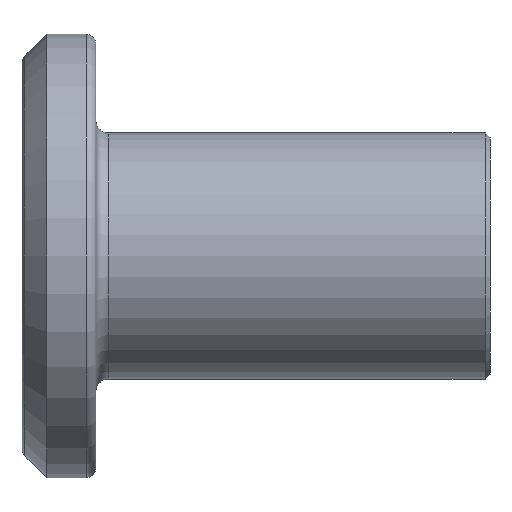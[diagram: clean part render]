
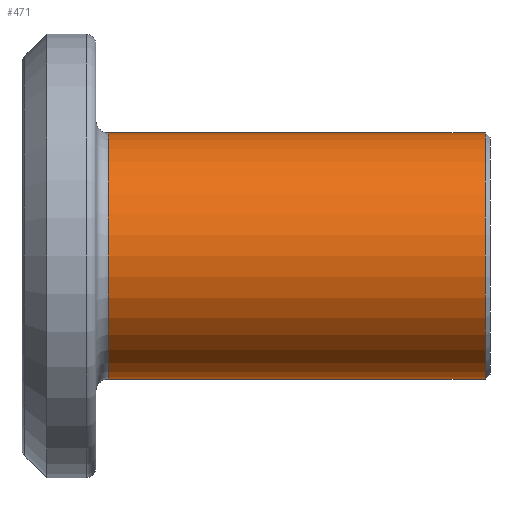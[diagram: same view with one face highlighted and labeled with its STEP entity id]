
A CAD part, left-side view. The second image highlights one B-rep face of the part: STEP entity #471.
In plain terms, the highlighted cylindrical face has radius 2.5 mm (diameter 5 mm), a partial arc.
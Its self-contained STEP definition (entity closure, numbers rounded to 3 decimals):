
#3 = DIRECTION ( 'NONE',  ( 0., 0., -1. ) ) ;
#15 = CARTESIAN_POINT ( 'NONE',  ( 0., -8., 0. ) ) ;
#46 = EDGE_CURVE ( 'NONE', #347, #591, #64, .T. ) ;
#52 = VECTOR ( 'NONE', #650, 1000. ) ;
#64 = CIRCLE ( 'NONE', #90, 2.5 ) ;
#87 = CARTESIAN_POINT ( 'NONE',  ( 0., -8., 2.5 ) ) ;
#90 = AXIS2_PLACEMENT_3D ( 'NONE', #537, #333, #3 ) ;
#93 = ORIENTED_EDGE ( 'NONE', *, *, #46, .T. ) ;
#94 = EDGE_CURVE ( 'NONE', #347, #411, #657, .T. ) ;
#104 = CARTESIAN_POINT ( 'NONE',  ( 0., -0.25, 2.5 ) ) ;
#198 = DIRECTION ( 'NONE',  ( 0., -1., 0. ) ) ;
#232 = EDGE_CURVE ( 'NONE', #591, #299, #249, .T. ) ;
#249 = LINE ( 'NONE', #87, #337 ) ;
#250 = EDGE_CURVE ( 'NONE', #299, #411, #327, .T. ) ;
#253 = DIRECTION ( 'NONE',  ( 0., 0., 1. ) ) ;
#274 = AXIS2_PLACEMENT_3D ( 'NONE', #698, #198, #253 ) ;
#286 = CYLINDRICAL_SURFACE ( 'NONE', #546, 2.5 ) ;
#299 = VERTEX_POINT ( 'NONE', #104 ) ;
#327 = CIRCLE ( 'NONE', #274, 2.5 ) ;
#333 = DIRECTION ( 'NONE',  ( 0., 1., 0. ) ) ;
#337 = VECTOR ( 'NONE', #636, 1000. ) ;
#347 = VERTEX_POINT ( 'NONE', #488 ) ;
#352 = ORIENTED_EDGE ( 'NONE', *, *, #232, .T. ) ;
#360 = EDGE_LOOP ( 'NONE', ( #562, #93, #352, #525 ) ) ;
#384 = CARTESIAN_POINT ( 'NONE',  ( 0., -8., -2.5 ) ) ;
#411 = VERTEX_POINT ( 'NONE', #653 ) ;
#443 = DIRECTION ( 'NONE',  ( 0., 1., 0. ) ) ;
#471 = ADVANCED_FACE ( 'NONE', ( #500 ), #286, .T. ) ;
#488 = CARTESIAN_POINT ( 'NONE',  ( 0., -7.9, -2.5 ) ) ;
#500 = FACE_OUTER_BOUND ( 'NONE', #360, .T. ) ;
#511 = DIRECTION ( 'NONE',  ( 0., 0., 1. ) ) ;
#525 = ORIENTED_EDGE ( 'NONE', *, *, #250, .T. ) ;
#537 = CARTESIAN_POINT ( 'NONE',  ( 0., -7.9, 0. ) ) ;
#546 = AXIS2_PLACEMENT_3D ( 'NONE', #15, #443, #511 ) ;
#562 = ORIENTED_EDGE ( 'NONE', *, *, #94, .F. ) ;
#577 = CARTESIAN_POINT ( 'NONE',  ( 0., -7.9, 2.5 ) ) ;
#591 = VERTEX_POINT ( 'NONE', #577 ) ;
#636 = DIRECTION ( 'NONE',  ( 0., 1., 0. ) ) ;
#650 = DIRECTION ( 'NONE',  ( 0., 1., 0. ) ) ;
#653 = CARTESIAN_POINT ( 'NONE',  ( 0., -0.25, -2.5 ) ) ;
#657 = LINE ( 'NONE', #384, #52 ) ;
#698 = CARTESIAN_POINT ( 'NONE',  ( 0., -0.25, 0. ) ) ;
